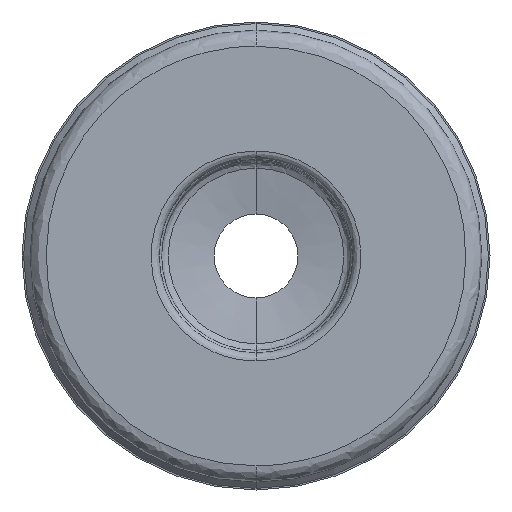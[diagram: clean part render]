
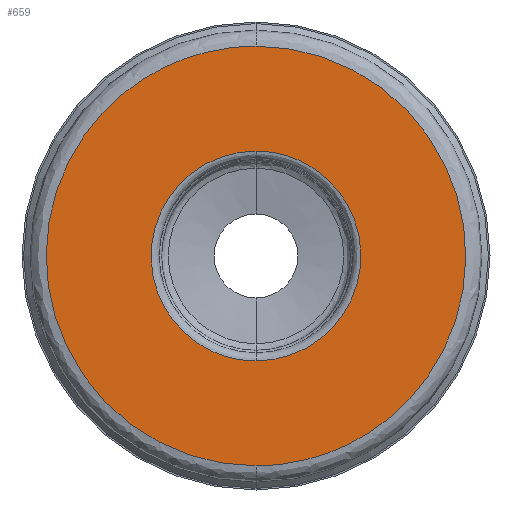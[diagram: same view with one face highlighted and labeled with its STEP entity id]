
A CAD part, front view. The second image highlights one B-rep face of the part: STEP entity #659.
In plain terms, the highlighted planar face has unit normal (0, -1, 0).
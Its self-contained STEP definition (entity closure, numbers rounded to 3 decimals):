
#78 = PLANE ( 'NONE',  #2421 ) ;
#117 = CARTESIAN_POINT ( 'NONE',  ( 0., 6.47, -13. ) ) ;
#135 = CARTESIAN_POINT ( 'NONE',  ( 6., 6.47, 0. ) ) ;
#360 = CARTESIAN_POINT ( 'NONE',  ( 0., 6.47, 6.5 ) ) ;
#522 = CARTESIAN_POINT ( 'NONE',  ( 0., 6.47, -6.5 ) ) ;
#532 = CARTESIAN_POINT ( 'NONE',  ( -13., 6.47, -6.5 ) ) ;
#545 = CARTESIAN_POINT ( 'NONE',  ( -13., 6.47, 6.5 ) ) ;
#564 = CARTESIAN_POINT ( 'NONE',  ( 0., 6.47, 6.5 ) ) ;
#624 = CARTESIAN_POINT ( 'NONE',  ( 0., 6.47, -13. ) ) ;
#630 = CARTESIAN_POINT ( 'NONE',  ( 26., 6.47, -13. ) ) ;
#659 = ADVANCED_FACE ( 'NONE', ( #3185, #3180 ), #78, .F. ) ;
#660 = CARTESIAN_POINT ( 'NONE',  ( 26., 6.47, 13. ) ) ;
#667 = CARTESIAN_POINT ( 'NONE',  ( 0., 6.47, 13. ) ) ;
#712 = VERTEX_POINT ( 'NONE', #117 ) ;
#845 = ORIENTED_EDGE ( 'NONE', *, *, #3219, .F. ) ;
#1194 = CARTESIAN_POINT ( 'NONE',  ( 0., 6.47, 13. ) ) ;
#1196 = EDGE_CURVE ( 'NONE', #2856, #3316, #2415, .T. ) ;
#1228 = CARTESIAN_POINT ( 'NONE',  ( 0., 6.47, -6.5 ) ) ;
#1401 = EDGE_LOOP ( 'NONE', ( #3104, #2773 ) ) ;
#1510 = ORIENTED_EDGE ( 'NONE', *, *, #1196, .F. ) ;
#1961 = DIRECTION ( 'NONE',  ( 0., 1., 0. ) ) ;
#2024 =( BOUNDED_CURVE ( )  B_SPLINE_CURVE ( 3, ( #564, #545, #532, #522 ),
 .UNSPECIFIED., .F., .T. ) 
 B_SPLINE_CURVE_WITH_KNOTS ( ( 4, 4 ),
 ( 0., 1. ),
 .UNSPECIFIED. ) 
 CURVE ( )  GEOMETRIC_REPRESENTATION_ITEM ( )  RATIONAL_B_SPLINE_CURVE ( ( 1., 0.333, 0.333, 1. ) ) 
 REPRESENTATION_ITEM ( '' )  );
#2039 =( BOUNDED_CURVE ( )  B_SPLINE_CURVE ( 3, ( #667, #660, #630, #624 ),
 .UNSPECIFIED., .F., .T. ) 
 B_SPLINE_CURVE_WITH_KNOTS ( ( 4, 4 ),
 ( 0., 1. ),
 .UNSPECIFIED. ) 
 CURVE ( )  GEOMETRIC_REPRESENTATION_ITEM ( )  RATIONAL_B_SPLINE_CURVE ( ( 1., 0.333, 0.333, 1. ) ) 
 REPRESENTATION_ITEM ( '' )  );
#2047 = CARTESIAN_POINT ( 'NONE',  ( 0., 6.47, 6.5 ) ) ;
#2051 = CARTESIAN_POINT ( 'NONE',  ( 0., 6.47, -6.5 ) ) ;
#2066 = CARTESIAN_POINT ( 'NONE',  ( 13., 6.47, -6.5 ) ) ;
#2177 = CARTESIAN_POINT ( 'NONE',  ( 0., 6.47, 13. ) ) ;
#2183 = CARTESIAN_POINT ( 'NONE',  ( -26., 6.47, 13. ) ) ;
#2189 =( BOUNDED_CURVE ( )  B_SPLINE_CURVE ( 3, ( #2360, #2247, #2183, #2177 ),
 .UNSPECIFIED., .F., .F. ) 
 B_SPLINE_CURVE_WITH_KNOTS ( ( 4, 4 ),
 ( 0., 1. ),
 .UNSPECIFIED. ) 
 CURVE ( )  GEOMETRIC_REPRESENTATION_ITEM ( )  RATIONAL_B_SPLINE_CURVE ( ( 1., 0.333, 0.333, 1. ) ) 
 REPRESENTATION_ITEM ( '' )  );
#2218 = CARTESIAN_POINT ( 'NONE',  ( 13., 6.47, 6.5 ) ) ;
#2247 = CARTESIAN_POINT ( 'NONE',  ( -26., 6.47, -13. ) ) ;
#2249 = EDGE_CURVE ( 'NONE', #712, #2907, #2189, .T. ) ;
#2348 = DIRECTION ( 'NONE',  ( 0., 0., 1. ) ) ;
#2360 = CARTESIAN_POINT ( 'NONE',  ( 0., 6.47, -13. ) ) ;
#2415 =( BOUNDED_CURVE ( )  B_SPLINE_CURVE ( 3, ( #2051, #2066, #2218, #2047 ),
 .UNSPECIFIED., .F., .T. ) 
 B_SPLINE_CURVE_WITH_KNOTS ( ( 4, 4 ),
 ( 0., 1. ),
 .UNSPECIFIED. ) 
 CURVE ( )  GEOMETRIC_REPRESENTATION_ITEM ( )  RATIONAL_B_SPLINE_CURVE ( ( 1., 0.333, 0.333, 1. ) ) 
 REPRESENTATION_ITEM ( '' )  );
#2421 = AXIS2_PLACEMENT_3D ( 'NONE', #135, #1961, #2348 ) ;
#2773 = ORIENTED_EDGE ( 'NONE', *, *, #2249, .F. ) ;
#2786 = EDGE_LOOP ( 'NONE', ( #845, #1510 ) ) ;
#2856 = VERTEX_POINT ( 'NONE', #1228 ) ;
#2907 = VERTEX_POINT ( 'NONE', #1194 ) ;
#3104 = ORIENTED_EDGE ( 'NONE', *, *, #3201, .F. ) ;
#3180 = FACE_BOUND ( 'NONE', #2786, .T. ) ;
#3185 = FACE_OUTER_BOUND ( 'NONE', #1401, .T. ) ;
#3201 = EDGE_CURVE ( 'NONE', #2907, #712, #2039, .T. ) ;
#3219 = EDGE_CURVE ( 'NONE', #3316, #2856, #2024, .T. ) ;
#3316 = VERTEX_POINT ( 'NONE', #360 ) ;
